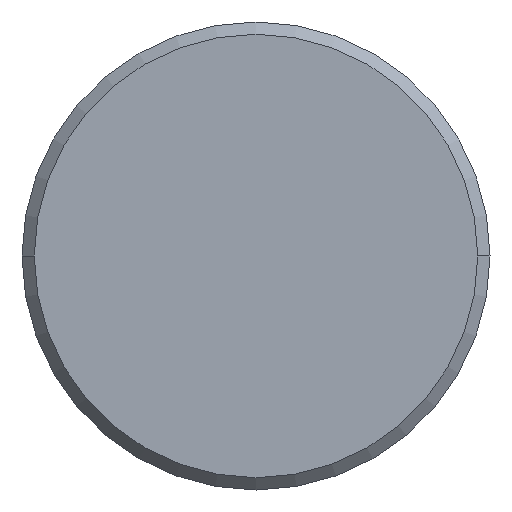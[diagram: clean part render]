
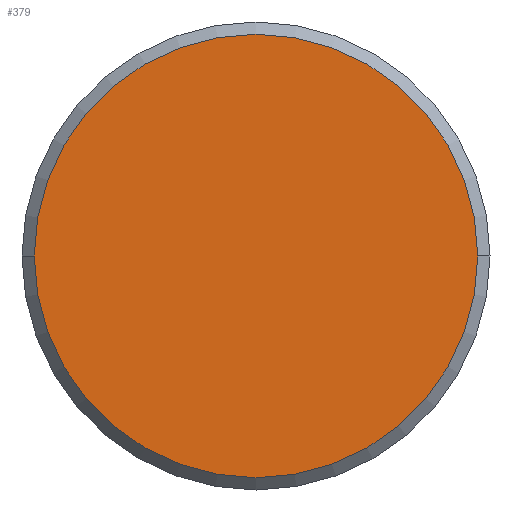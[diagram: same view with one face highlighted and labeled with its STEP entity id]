
A CAD part, left-side view. The second image highlights one B-rep face of the part: STEP entity #379.
In plain terms, the highlighted planar face has unit normal (-1, 0, 0).
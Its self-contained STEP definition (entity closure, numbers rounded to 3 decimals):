
#4 = ORIENTED_EDGE ( 'NONE', *, *, #207, .F. ) ;
#10 = AXIS2_PLACEMENT_3D ( 'NONE', #349, #254, #14 ) ;
#14 = DIRECTION ( 'NONE',  ( 0., -1., 0. ) ) ;
#30 = VERTEX_POINT ( 'NONE', #236 ) ;
#73 = CIRCLE ( 'NONE', #238, 9.025 ) ;
#75 = EDGE_LOOP ( 'NONE', ( #4, #322 ) ) ;
#93 = CARTESIAN_POINT ( 'NONE',  ( -76.2, 0., 0. ) ) ;
#110 = CARTESIAN_POINT ( 'NONE',  ( -76.2, 9.025, 0. ) ) ;
#136 = DIRECTION ( 'NONE',  ( 0., 1., 0. ) ) ;
#165 = AXIS2_PLACEMENT_3D ( 'NONE', #371, #172, #399 ) ;
#172 = DIRECTION ( 'NONE',  ( 1., 0., 0. ) ) ;
#176 = CIRCLE ( 'NONE', #165, 9.025 ) ;
#185 = EDGE_CURVE ( 'NONE', #30, #401, #176, .T. ) ;
#203 = FACE_OUTER_BOUND ( 'NONE', #75, .T. ) ;
#207 = EDGE_CURVE ( 'NONE', #401, #30, #73, .T. ) ;
#236 = CARTESIAN_POINT ( 'NONE',  ( -76.2, -9.025, 0. ) ) ;
#238 = AXIS2_PLACEMENT_3D ( 'NONE', #93, #340, #136 ) ;
#254 = DIRECTION ( 'NONE',  ( -1., 0., 0. ) ) ;
#322 = ORIENTED_EDGE ( 'NONE', *, *, #185, .F. ) ;
#340 = DIRECTION ( 'NONE',  ( 1., 0., 0. ) ) ;
#349 = CARTESIAN_POINT ( 'NONE',  ( -76.2, 0., 0. ) ) ;
#371 = CARTESIAN_POINT ( 'NONE',  ( -76.2, 0., 0. ) ) ;
#379 = ADVANCED_FACE ( 'NONE', ( #203 ), #380, .T. ) ;
#380 = PLANE ( 'NONE',  #10 ) ;
#399 = DIRECTION ( 'NONE',  ( 0., 1., 0. ) ) ;
#401 = VERTEX_POINT ( 'NONE', #110 ) ;
